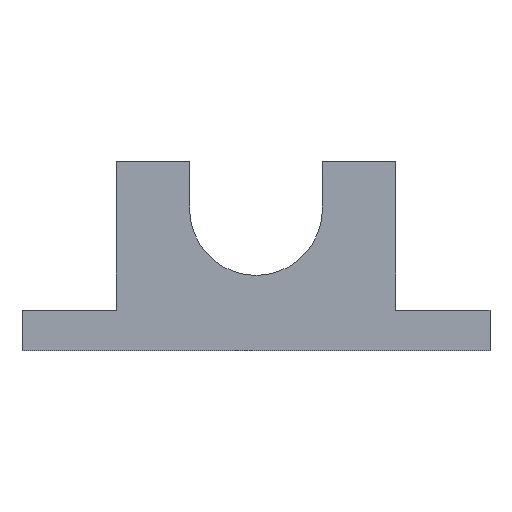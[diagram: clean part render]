
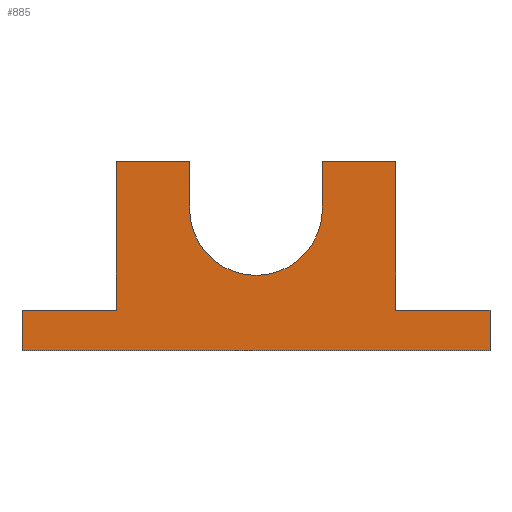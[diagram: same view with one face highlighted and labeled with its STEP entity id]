
A CAD part, left-side view. The second image highlights one B-rep face of the part: STEP entity #885.
In plain terms, the highlighted planar face has unit normal (-1, 0, 0).
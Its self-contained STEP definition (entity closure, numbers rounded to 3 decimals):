
#14 = VERTEX_POINT ( 'NONE', #1608 ) ;
#20 = VECTOR ( 'NONE', #1297, 1000. ) ;
#25 = CARTESIAN_POINT ( 'NONE',  ( -15.55, 18.5, 3.2 ) ) ;
#34 = CARTESIAN_POINT ( 'NONE',  ( -15.55, -18.5, 0. ) ) ;
#38 = EDGE_CURVE ( 'NONE', #648, #562, #1049, .T. ) ;
#40 = CARTESIAN_POINT ( 'NONE',  ( -15.55, -11.05, 14.975 ) ) ;
#52 = VERTEX_POINT ( 'NONE', #528 ) ;
#77 = LINE ( 'NONE', #514, #1502 ) ;
#95 = VECTOR ( 'NONE', #158, 1000. ) ;
#98 = DIRECTION ( 'NONE',  ( -1., 0., 0. ) ) ;
#132 = EDGE_CURVE ( 'NONE', #273, #226, #314, .T. ) ;
#155 = VECTOR ( 'NONE', #1369, 1000. ) ;
#158 = DIRECTION ( 'NONE',  ( 0., 0., 1. ) ) ;
#169 = ORIENTED_EDGE ( 'NONE', *, *, #38, .F. ) ;
#197 = AXIS2_PLACEMENT_3D ( 'NONE', #1112, #536, #1362 ) ;
#226 = VERTEX_POINT ( 'NONE', #271 ) ;
#237 = DIRECTION ( 'NONE',  ( 0., 0., 1. ) ) ;
#253 = VECTOR ( 'NONE', #883, 1000. ) ;
#271 = CARTESIAN_POINT ( 'NONE',  ( -15.55, 11.05, 3.2 ) ) ;
#273 = VERTEX_POINT ( 'NONE', #277 ) ;
#277 = CARTESIAN_POINT ( 'NONE',  ( -15.55, 18.5, 3.2 ) ) ;
#298 = DIRECTION ( 'NONE',  ( 0., 0., -1. ) ) ;
#314 = LINE ( 'NONE', #1637, #155 ) ;
#316 = CARTESIAN_POINT ( 'NONE',  ( -15.55, 11.05, 14.975 ) ) ;
#331 = EDGE_CURVE ( 'NONE', #931, #622, #1516, .T. ) ;
#340 = LINE ( 'NONE', #1759, #430 ) ;
#341 = CARTESIAN_POINT ( 'NONE',  ( -15.55, 5.25, 14.975 ) ) ;
#392 = CARTESIAN_POINT ( 'NONE',  ( -15.55, 5.25, 11.2 ) ) ;
#398 = VERTEX_POINT ( 'NONE', #1409 ) ;
#418 = VECTOR ( 'NONE', #298, 1000. ) ;
#430 = VECTOR ( 'NONE', #928, 1000. ) ;
#480 = EDGE_CURVE ( 'NONE', #52, #226, #549, .T. ) ;
#506 = EDGE_CURVE ( 'NONE', #1705, #562, #964, .T. ) ;
#510 = VECTOR ( 'NONE', #1415, 1000. ) ;
#514 = CARTESIAN_POINT ( 'NONE',  ( -15.55, -11.05, 14.975 ) ) ;
#515 = EDGE_LOOP ( 'NONE', ( #887, #810, #1413, #1571, #628, #1348, #169, #695, #1631, #1096, #985, #956 ) ) ;
#528 = CARTESIAN_POINT ( 'NONE',  ( -15.55, 11.05, 14.975 ) ) ;
#536 = DIRECTION ( 'NONE',  ( 1., 0., 0. ) ) ;
#549 = LINE ( 'NONE', #316, #1202 ) ;
#562 = VERTEX_POINT ( 'NONE', #34 ) ;
#622 = VERTEX_POINT ( 'NONE', #341 ) ;
#628 = ORIENTED_EDGE ( 'NONE', *, *, #1687, .T. ) ;
#638 = CARTESIAN_POINT ( 'NONE',  ( -15.55, -18.5, 3.2 ) ) ;
#648 = VERTEX_POINT ( 'NONE', #638 ) ;
#659 = CARTESIAN_POINT ( 'NONE',  ( -15.55, 0., 11.2 ) ) ;
#672 = VERTEX_POINT ( 'NONE', #1447 ) ;
#695 = ORIENTED_EDGE ( 'NONE', *, *, #831, .F. ) ;
#746 = EDGE_CURVE ( 'NONE', #931, #14, #979, .T. ) ;
#777 = LINE ( 'NONE', #40, #20 ) ;
#797 = EDGE_CURVE ( 'NONE', #672, #1473, #340, .T. ) ;
#803 = CARTESIAN_POINT ( 'NONE',  ( -15.55, -18.5, 3.2 ) ) ;
#810 = ORIENTED_EDGE ( 'NONE', *, *, #1442, .F. ) ;
#821 = DIRECTION ( 'NONE',  ( 0., -1., 0. ) ) ;
#831 = EDGE_CURVE ( 'NONE', #398, #648, #903, .T. ) ;
#883 = DIRECTION ( 'NONE',  ( 0., -1., 0. ) ) ;
#885 = ADVANCED_FACE ( 'NONE', ( #1201 ), #1087, .F. ) ;
#887 = ORIENTED_EDGE ( 'NONE', *, *, #331, .T. ) ;
#903 = LINE ( 'NONE', #1597, #1267 ) ;
#928 = DIRECTION ( 'NONE',  ( 0., -1., 0. ) ) ;
#931 = VERTEX_POINT ( 'NONE', #392 ) ;
#956 = ORIENTED_EDGE ( 'NONE', *, *, #746, .F. ) ;
#964 = LINE ( 'NONE', #1615, #253 ) ;
#969 = LINE ( 'NONE', #1537, #510 ) ;
#979 = CIRCLE ( 'NONE', #1720, 5.25 ) ;
#985 = ORIENTED_EDGE ( 'NONE', *, *, #1725, .T. ) ;
#995 = CARTESIAN_POINT ( 'NONE',  ( -15.55, 5.25, 11.2 ) ) ;
#1049 = LINE ( 'NONE', #803, #1200 ) ;
#1087 = PLANE ( 'NONE',  #197 ) ;
#1096 = ORIENTED_EDGE ( 'NONE', *, *, #797, .F. ) ;
#1112 = CARTESIAN_POINT ( 'NONE',  ( -15.55, 11.05, 3.2 ) ) ;
#1118 = LINE ( 'NONE', #25, #418 ) ;
#1176 = EDGE_CURVE ( 'NONE', #1473, #398, #777, .T. ) ;
#1200 = VECTOR ( 'NONE', #1460, 1000. ) ;
#1201 = FACE_OUTER_BOUND ( 'NONE', #515, .T. ) ;
#1202 = VECTOR ( 'NONE', #1301, 1000. ) ;
#1207 = DIRECTION ( 'NONE',  ( 0., -1., 0. ) ) ;
#1267 = VECTOR ( 'NONE', #1207, 1000. ) ;
#1297 = DIRECTION ( 'NONE',  ( 0., 0., -1. ) ) ;
#1301 = DIRECTION ( 'NONE',  ( 0., 0., -1. ) ) ;
#1348 = ORIENTED_EDGE ( 'NONE', *, *, #506, .T. ) ;
#1362 = DIRECTION ( 'NONE',  ( 0., 0., -1. ) ) ;
#1369 = DIRECTION ( 'NONE',  ( 0., -1., 0. ) ) ;
#1409 = CARTESIAN_POINT ( 'NONE',  ( -15.55, -11.05, 3.2 ) ) ;
#1413 = ORIENTED_EDGE ( 'NONE', *, *, #480, .T. ) ;
#1415 = DIRECTION ( 'NONE',  ( 0., 0., -1. ) ) ;
#1442 = EDGE_CURVE ( 'NONE', #52, #622, #77, .T. ) ;
#1447 = CARTESIAN_POINT ( 'NONE',  ( -15.55, -5.25, 14.975 ) ) ;
#1460 = DIRECTION ( 'NONE',  ( 0., 0., -1. ) ) ;
#1470 = CARTESIAN_POINT ( 'NONE',  ( -15.55, -11.05, 14.975 ) ) ;
#1473 = VERTEX_POINT ( 'NONE', #1470 ) ;
#1502 = VECTOR ( 'NONE', #821, 1000. ) ;
#1516 = LINE ( 'NONE', #995, #95 ) ;
#1532 = CARTESIAN_POINT ( 'NONE',  ( -15.55, 18.5, 0. ) ) ;
#1537 = CARTESIAN_POINT ( 'NONE',  ( -15.55, -5.25, 14.975 ) ) ;
#1571 = ORIENTED_EDGE ( 'NONE', *, *, #132, .F. ) ;
#1597 = CARTESIAN_POINT ( 'NONE',  ( -15.55, -11.05, 3.2 ) ) ;
#1608 = CARTESIAN_POINT ( 'NONE',  ( -15.55, -5.25, 11.2 ) ) ;
#1615 = CARTESIAN_POINT ( 'NONE',  ( -15.55, 11.05, 0. ) ) ;
#1631 = ORIENTED_EDGE ( 'NONE', *, *, #1176, .F. ) ;
#1637 = CARTESIAN_POINT ( 'NONE',  ( -15.55, -11.05, 3.2 ) ) ;
#1687 = EDGE_CURVE ( 'NONE', #273, #1705, #1118, .T. ) ;
#1705 = VERTEX_POINT ( 'NONE', #1532 ) ;
#1720 = AXIS2_PLACEMENT_3D ( 'NONE', #659, #98, #237 ) ;
#1725 = EDGE_CURVE ( 'NONE', #672, #14, #969, .T. ) ;
#1759 = CARTESIAN_POINT ( 'NONE',  ( -15.55, -11.05, 14.975 ) ) ;
